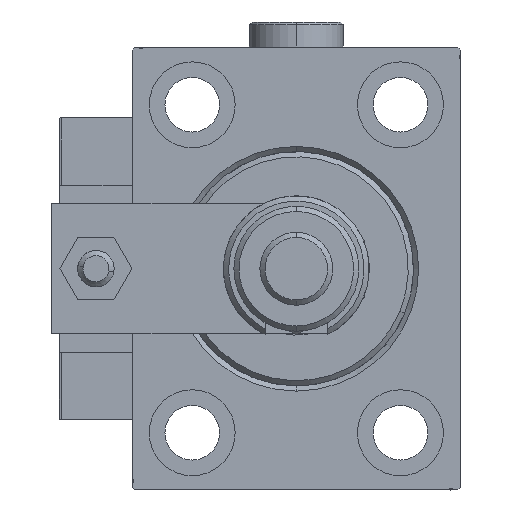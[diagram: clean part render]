
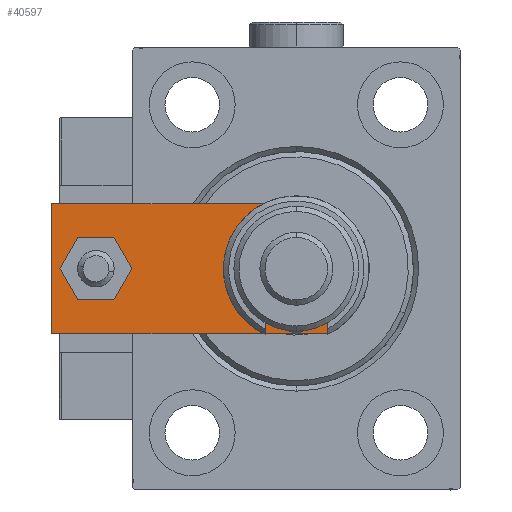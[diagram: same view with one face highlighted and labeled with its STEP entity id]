
A CAD part, left-side view. The second image highlights one B-rep face of the part: STEP entity #40597.
In plain terms, the highlighted face is planar.
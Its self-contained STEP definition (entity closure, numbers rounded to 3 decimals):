
#87 = DIRECTION ( 'NONE',  ( -1., 0., 0. ) ) ;
#429 = VECTOR ( 'NONE', #35454, 1000. ) ;
#927 = ORIENTED_EDGE ( 'NONE', *, *, #9578, .T. ) ;
#1042 = CARTESIAN_POINT ( 'NONE',  ( 5.5, 0., 6. ) ) ;
#1983 = CARTESIAN_POINT ( 'NONE',  ( -12.5, 60., 6. ) ) ;
#2102 = ORIENTED_EDGE ( 'NONE', *, *, #18148, .T. ) ;
#2270 = AXIS2_PLACEMENT_3D ( 'NONE', #53788, #33192, #25478 ) ;
#2773 = VECTOR ( 'NONE', #27978, 1000. ) ;
#3079 = ORIENTED_EDGE ( 'NONE', *, *, #3505, .F. ) ;
#3378 = VERTEX_POINT ( 'NONE', #46965 ) ;
#3505 = EDGE_CURVE ( 'NONE', #32970, #48993, #18953, .T. ) ;
#3533 = DIRECTION ( 'NONE',  ( 0.707, -0.707, 0. ) ) ;
#4493 = VERTEX_POINT ( 'NONE', #18037 ) ;
#4766 = CARTESIAN_POINT ( 'NONE',  ( 4., 51.5, 6. ) ) ;
#5046 = ORIENTED_EDGE ( 'NONE', *, *, #45203, .T. ) ;
#5133 = EDGE_LOOP ( 'NONE', ( #3079, #25629 ) ) ;
#6025 = LINE ( 'NONE', #18684, #429 ) ;
#6363 = AXIS2_PLACEMENT_3D ( 'NONE', #7630, #12309, #23865 ) ;
#6911 = DIRECTION ( 'NONE',  ( 0., -1., 0. ) ) ;
#7630 = CARTESIAN_POINT ( 'NONE',  ( 0., 0., 6. ) ) ;
#7848 = DIRECTION ( 'NONE',  ( 1., 0., 0. ) ) ;
#9498 = EDGE_CURVE ( 'NONE', #48614, #49241, #26931, .T. ) ;
#9578 = EDGE_CURVE ( 'NONE', #24684, #3378, #36546, .T. ) ;
#11499 = PLANE ( 'NONE',  #6363 ) ;
#12284 = CARTESIAN_POINT ( 'NONE',  ( 0., 13., 6. ) ) ;
#12309 = DIRECTION ( 'NONE',  ( 0., 0., 1. ) ) ;
#12719 = VERTEX_POINT ( 'NONE', #19525 ) ;
#13668 = DIRECTION ( 'NONE',  ( 0., 0., 1. ) ) ;
#14796 = LINE ( 'NONE', #48853, #2773 ) ;
#16105 = CARTESIAN_POINT ( 'NONE',  ( -12.5, 7., 6. ) ) ;
#16927 = CIRCLE ( 'NONE', #20430, 8.25 ) ;
#17791 = CARTESIAN_POINT ( 'NONE',  ( 0., 13., 6. ) ) ;
#18037 = CARTESIAN_POINT ( 'NONE',  ( -12.5, 60., 6. ) ) ;
#18146 = CARTESIAN_POINT ( 'NONE',  ( 2.75, -2.75, 6. ) ) ;
#18148 = EDGE_CURVE ( 'NONE', #49241, #12719, #14796, .T. ) ;
#18604 = CARTESIAN_POINT ( 'NONE',  ( 8.25, 13., 6. ) ) ;
#18684 = CARTESIAN_POINT ( 'NONE',  ( -12.5, 0., 6. ) ) ;
#18702 = VECTOR ( 'NONE', #87, 1000. ) ;
#18953 = CIRCLE ( 'NONE', #2270, 4. ) ;
#19525 = CARTESIAN_POINT ( 'NONE',  ( 12.5, 60., 6. ) ) ;
#19864 = CIRCLE ( 'NONE', #49684, 8.25 ) ;
#20037 = CARTESIAN_POINT ( 'NONE',  ( -2.75, -2.75, 6. ) ) ;
#20321 = CIRCLE ( 'NONE', #51097, 4. ) ;
#20430 = AXIS2_PLACEMENT_3D ( 'NONE', #12284, #41423, #50769 ) ;
#20983 = LINE ( 'NONE', #37756, #18702 ) ;
#21053 = DIRECTION ( 'NONE',  ( 0., 0., 1. ) ) ;
#23131 = CARTESIAN_POINT ( 'NONE',  ( 12.5, 7., 6. ) ) ;
#23629 = EDGE_CURVE ( 'NONE', #44459, #40906, #16927, .T. ) ;
#23865 = DIRECTION ( 'NONE',  ( 1., 0., 0. ) ) ;
#24684 = VERTEX_POINT ( 'NONE', #16105 ) ;
#24892 = CARTESIAN_POINT ( 'NONE',  ( 0., 51.5, 6. ) ) ;
#25478 = DIRECTION ( 'NONE',  ( 1., 0., 0. ) ) ;
#25629 = ORIENTED_EDGE ( 'NONE', *, *, #35407, .F. ) ;
#26900 = ORIENTED_EDGE ( 'NONE', *, *, #52190, .F. ) ;
#26931 = LINE ( 'NONE', #18146, #28730 ) ;
#27195 = DIRECTION ( 'NONE',  ( 0.707, 0.707, 0. ) ) ;
#27978 = DIRECTION ( 'NONE',  ( 0., 1., 0. ) ) ;
#28730 = VECTOR ( 'NONE', #27195, 1000. ) ;
#30427 = DIRECTION ( 'NONE',  ( 1., 0., 0. ) ) ;
#30720 = EDGE_CURVE ( 'NONE', #4493, #24684, #52274, .T. ) ;
#32131 = FACE_BOUND ( 'NONE', #5133, .T. ) ;
#32970 = VERTEX_POINT ( 'NONE', #37110 ) ;
#33192 = DIRECTION ( 'NONE',  ( 0., 0., 1. ) ) ;
#33720 = ORIENTED_EDGE ( 'NONE', *, *, #30720, .T. ) ;
#34885 = EDGE_LOOP ( 'NONE', ( #33720, #927, #5046, #41223, #2102, #37059 ) ) ;
#35407 = EDGE_CURVE ( 'NONE', #48993, #32970, #20321, .T. ) ;
#35454 = DIRECTION ( 'NONE',  ( 1., 0., 0. ) ) ;
#36546 = LINE ( 'NONE', #20037, #42773 ) ;
#37059 = ORIENTED_EDGE ( 'NONE', *, *, #41731, .T. ) ;
#37110 = CARTESIAN_POINT ( 'NONE',  ( -4., 51.5, 6. ) ) ;
#37756 = CARTESIAN_POINT ( 'NONE',  ( 12.5, 60., 6. ) ) ;
#38644 = ORIENTED_EDGE ( 'NONE', *, *, #23629, .F. ) ;
#40597 = ADVANCED_FACE ( 'NONE', ( #32131, #45290, #41177 ), #11499, .T. ) ;
#40906 = VERTEX_POINT ( 'NONE', #18604 ) ;
#41177 = FACE_BOUND ( 'NONE', #47065, .T. ) ;
#41223 = ORIENTED_EDGE ( 'NONE', *, *, #9498, .T. ) ;
#41423 = DIRECTION ( 'NONE',  ( 0., 0., 1. ) ) ;
#41731 = EDGE_CURVE ( 'NONE', #12719, #4493, #20983, .T. ) ;
#42773 = VECTOR ( 'NONE', #3533, 1000. ) ;
#43004 = VECTOR ( 'NONE', #6911, 1000. ) ;
#44459 = VERTEX_POINT ( 'NONE', #51275 ) ;
#45203 = EDGE_CURVE ( 'NONE', #3378, #48614, #6025, .T. ) ;
#45290 = FACE_OUTER_BOUND ( 'NONE', #34885, .T. ) ;
#46965 = CARTESIAN_POINT ( 'NONE',  ( -5.5, 0., 6. ) ) ;
#47065 = EDGE_LOOP ( 'NONE', ( #38644, #26900 ) ) ;
#48614 = VERTEX_POINT ( 'NONE', #1042 ) ;
#48853 = CARTESIAN_POINT ( 'NONE',  ( 12.5, 0., 6. ) ) ;
#48993 = VERTEX_POINT ( 'NONE', #4766 ) ;
#49241 = VERTEX_POINT ( 'NONE', #23131 ) ;
#49684 = AXIS2_PLACEMENT_3D ( 'NONE', #17791, #13668, #30427 ) ;
#50769 = DIRECTION ( 'NONE',  ( 1., 0., 0. ) ) ;
#51097 = AXIS2_PLACEMENT_3D ( 'NONE', #24892, #21053, #7848 ) ;
#51275 = CARTESIAN_POINT ( 'NONE',  ( -8.25, 13., 6. ) ) ;
#52190 = EDGE_CURVE ( 'NONE', #40906, #44459, #19864, .T. ) ;
#52274 = LINE ( 'NONE', #1983, #43004 ) ;
#53788 = CARTESIAN_POINT ( 'NONE',  ( 0., 51.5, 6. ) ) ;
